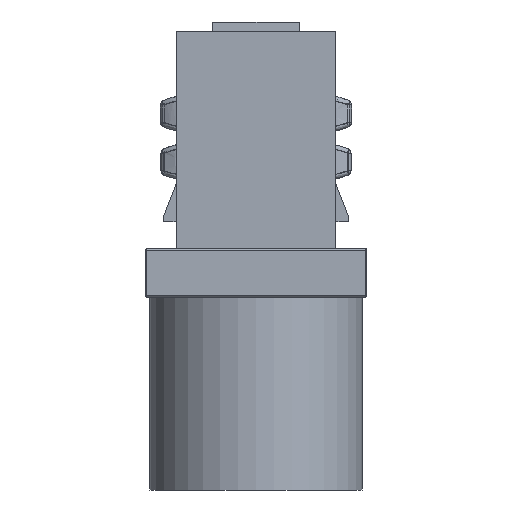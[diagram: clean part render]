
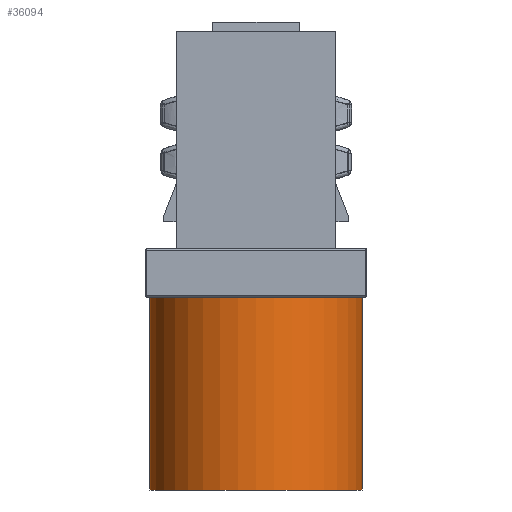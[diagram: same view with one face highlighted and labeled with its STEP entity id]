
A CAD part, left-side view. The second image highlights one B-rep face of the part: STEP entity #36094.
In plain terms, the highlighted cylindrical face has radius 11 mm (diameter 22 mm), a partial arc.
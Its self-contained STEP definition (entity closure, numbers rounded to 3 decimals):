
#2054 = LINE ( 'NONE', #17556, #18740 ) ;
#2609 = DIRECTION ( 'NONE',  ( 0., 1., 0. ) ) ;
#6210 = VERTEX_POINT ( 'NONE', #42651 ) ;
#6333 = CARTESIAN_POINT ( 'NONE',  ( 0., 19.5, -11. ) ) ;
#7430 = ORIENTED_EDGE ( 'NONE', *, *, #24750, .T. ) ;
#7528 = EDGE_CURVE ( 'NONE', #12401, #14891, #10566, .T. ) ;
#8005 = VECTOR ( 'NONE', #48250, 1000. ) ;
#8098 = AXIS2_PLACEMENT_3D ( 'NONE', #23108, #2609, #19314 ) ;
#8149 = ORIENTED_EDGE ( 'NONE', *, *, #7528, .F. ) ;
#10566 = LINE ( 'NONE', #36544, #8005 ) ;
#11670 = CARTESIAN_POINT ( 'NONE',  ( 0., 0.5, 0. ) ) ;
#12401 = VERTEX_POINT ( 'NONE', #17063 ) ;
#14891 = VERTEX_POINT ( 'NONE', #6333 ) ;
#15618 = DIRECTION ( 'NONE',  ( 0., 0., 1. ) ) ;
#15869 = EDGE_CURVE ( 'NONE', #14891, #23912, #46106, .T. ) ;
#16945 = DIRECTION ( 'NONE',  ( 0., 1., 0. ) ) ;
#17008 = AXIS2_PLACEMENT_3D ( 'NONE', #29773, #16945, #21635 ) ;
#17063 = CARTESIAN_POINT ( 'NONE',  ( 0., -0.5, -11. ) ) ;
#17556 = CARTESIAN_POINT ( 'NONE',  ( 0., 0.5, 11. ) ) ;
#18740 = VECTOR ( 'NONE', #26568, 1000. ) ;
#19314 = DIRECTION ( 'NONE',  ( 0., 0., 1. ) ) ;
#21635 = DIRECTION ( 'NONE',  ( 0., 0., 1. ) ) ;
#23108 = CARTESIAN_POINT ( 'NONE',  ( 0., 19.5, 0. ) ) ;
#23912 = VERTEX_POINT ( 'NONE', #48971 ) ;
#24750 = EDGE_CURVE ( 'NONE', #12401, #6210, #38632, .T. ) ;
#25719 = AXIS2_PLACEMENT_3D ( 'NONE', #11670, #28243, #15618 ) ;
#26568 = DIRECTION ( 'NONE',  ( 0., 1., 0. ) ) ;
#28243 = DIRECTION ( 'NONE',  ( 0., 1., 0. ) ) ;
#29773 = CARTESIAN_POINT ( 'NONE',  ( 0., -0.5, 0. ) ) ;
#35028 = ORIENTED_EDGE ( 'NONE', *, *, #15869, .F. ) ;
#36094 = ADVANCED_FACE ( 'NONE', ( #53140 ), #50537, .T. ) ;
#36544 = CARTESIAN_POINT ( 'NONE',  ( 0., 0.5, -11. ) ) ;
#37137 = ORIENTED_EDGE ( 'NONE', *, *, #38207, .T. ) ;
#38207 = EDGE_CURVE ( 'NONE', #6210, #23912, #2054, .T. ) ;
#38632 = CIRCLE ( 'NONE', #17008, 11. ) ;
#40667 = EDGE_LOOP ( 'NONE', ( #8149, #7430, #37137, #35028 ) ) ;
#42651 = CARTESIAN_POINT ( 'NONE',  ( 0., -0.5, 11. ) ) ;
#46106 = CIRCLE ( 'NONE', #8098, 11. ) ;
#48250 = DIRECTION ( 'NONE',  ( 0., 1., 0. ) ) ;
#48971 = CARTESIAN_POINT ( 'NONE',  ( 0., 19.5, 11. ) ) ;
#50537 = CYLINDRICAL_SURFACE ( 'NONE', #25719, 11. ) ;
#53140 = FACE_OUTER_BOUND ( 'NONE', #40667, .T. ) ;
